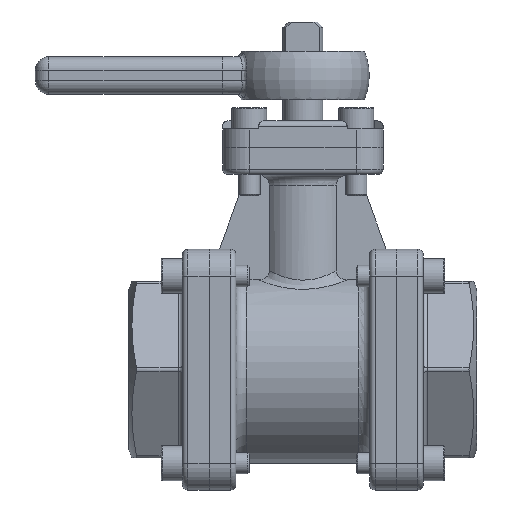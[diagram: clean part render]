
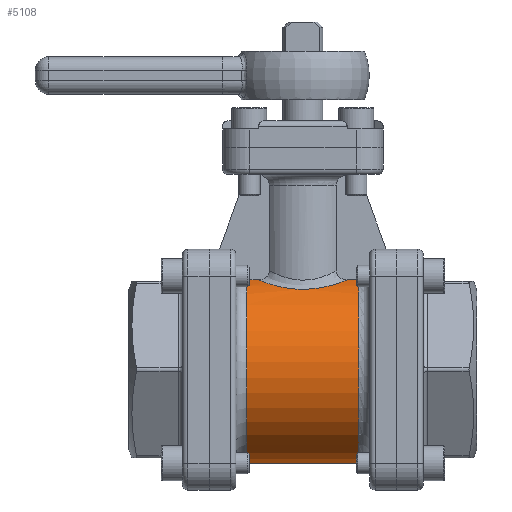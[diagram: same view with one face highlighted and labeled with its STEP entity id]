
A CAD part, left-side view. The second image highlights one B-rep face of the part: STEP entity #5108.
In plain terms, the highlighted cylindrical face has radius 35 mm (diameter 70 mm), a partial arc.
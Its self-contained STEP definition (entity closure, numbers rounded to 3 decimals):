
#165=B_SPLINE_CURVE_WITH_KNOTS('',3,(#8220,#8221,#8222,#8223,#8224,#8225,
#8226,#8227,#8228,#8229,#8230,#8231,#8232,#8233),.UNSPECIFIED.,.F.,.F.,
(4,1,1,1,1,1,1,1,1,1,1,4),(0.011,0.016,0.018,
0.02,0.025,0.028,0.03,
0.035,0.037,0.04,0.045,
0.05),.UNSPECIFIED.);
#419=LINE('',#8313,#745);
#441=LINE('',#8403,#767);
#451=LINE('',#8475,#777);
#745=VECTOR('',#6580,1000.);
#767=VECTOR('',#6640,1000.);
#777=VECTOR('',#6730,1000.);
#1257=ORIENTED_EDGE('',*,*,#2639,.T.);
#1258=ORIENTED_EDGE('',*,*,#2571,.T.);
#1259=ORIENTED_EDGE('',*,*,#2536,.T.);
#1260=ORIENTED_EDGE('',*,*,#2640,.T.);
#1261=ORIENTED_EDGE('',*,*,#2641,.T.);
#1262=ORIENTED_EDGE('',*,*,#2603,.T.);
#2536=EDGE_CURVE('',#3251,#3250,#165,.T.);
#2571=EDGE_CURVE('',#3276,#3251,#419,.T.);
#2603=EDGE_CURVE('',#3301,#3300,#441,.F.);
#2639=EDGE_CURVE('',#3300,#3276,#3778,.F.);
#2640=EDGE_CURVE('',#3250,#3323,#451,.T.);
#2641=EDGE_CURVE('',#3323,#3301,#3779,.F.);
#3250=VERTEX_POINT('',#8219);
#3251=VERTEX_POINT('',#8234);
#3276=VERTEX_POINT('',#8314);
#3300=VERTEX_POINT('',#8402);
#3301=VERTEX_POINT('',#8404);
#3323=VERTEX_POINT('',#8476);
#3778=CIRCLE('',#5870,35.);
#3779=CIRCLE('',#5871,35.);
#4081=EDGE_LOOP('',(#1257,#1258,#1259,#1260,#1261,#1262));
#4535=FACE_BOUND('',#4081,.T.);
#4950=CYLINDRICAL_SURFACE('',#5869,35.);
#5108=ADVANCED_FACE('',(#4535),#4950,.T.);
#5869=AXIS2_PLACEMENT_3D('',#8473,#6726,#6727);
#5870=AXIS2_PLACEMENT_3D('',#8474,#6728,#6729);
#5871=AXIS2_PLACEMENT_3D('',#8477,#6731,#6732);
#6580=DIRECTION('',(0.,1.,0.));
#6640=DIRECTION('',(0.,1.,0.));
#6726=DIRECTION('',(0.,1.,0.));
#6727=DIRECTION('',(0.,0.,1.));
#6728=DIRECTION('',(0.,-1.,0.));
#6729=DIRECTION('',(0.,0.,-1.));
#6730=DIRECTION('',(0.,1.,0.));
#6731=DIRECTION('',(0.,1.,0.));
#6732=DIRECTION('',(0.,0.,1.));
#8219=CARTESIAN_POINT('',(-10.,16.608,33.541));
#8220=CARTESIAN_POINT('',(-10.,-16.608,33.541));
#8221=CARTESIAN_POINT('',(-11.272,-15.658,33.162));
#8222=CARTESIAN_POINT('',(-12.958,-14.01,32.543));
#8223=CARTESIAN_POINT('',(-14.788,-11.421,31.732));
#8224=CARTESIAN_POINT('',(-16.29,-8.665,30.995));
#8225=CARTESIAN_POINT('',(-17.338,-5.594,30.408));
#8226=CARTESIAN_POINT('',(-17.859,-2.441,30.101));
#8227=CARTESIAN_POINT('',(-18.038,0.83,29.994));
#8228=CARTESIAN_POINT('',(-17.685,4.037,30.208));
#8229=CARTESIAN_POINT('',(-16.807,7.158,30.705));
#8230=CARTESIAN_POINT('',(-15.614,10.092,31.339));
#8231=CARTESIAN_POINT('',(-13.504,13.478,32.342));
#8232=CARTESIAN_POINT('',(-11.272,15.657,33.162));
#8233=CARTESIAN_POINT('',(-10.,16.608,33.541));
#8234=CARTESIAN_POINT('',(-10.,-16.608,33.541));
#8313=CARTESIAN_POINT('',(-10.,-35.,33.541));
#8314=CARTESIAN_POINT('',(-10.,-21.,33.541));
#8402=CARTESIAN_POINT('',(23.402,-21.,-26.026));
#8403=CARTESIAN_POINT('',(23.402,-35.,-26.026));
#8404=CARTESIAN_POINT('',(23.402,21.,-26.026));
#8473=CARTESIAN_POINT('',(0.,-35.,0.));
#8474=CARTESIAN_POINT('',(0.,-21.,0.));
#8475=CARTESIAN_POINT('',(-10.,-35.,33.541));
#8476=CARTESIAN_POINT('',(-10.,21.,33.541));
#8477=CARTESIAN_POINT('',(0.,21.,0.));
